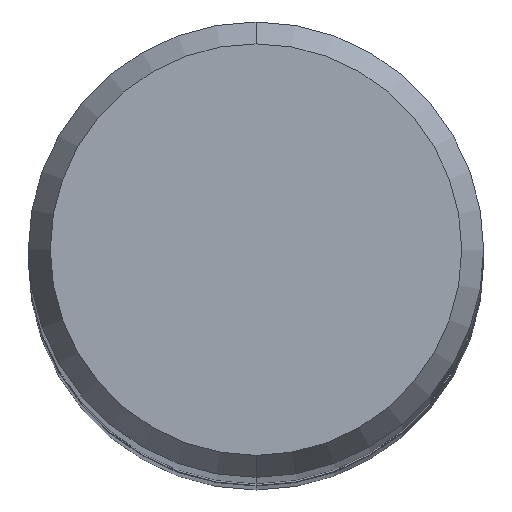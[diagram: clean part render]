
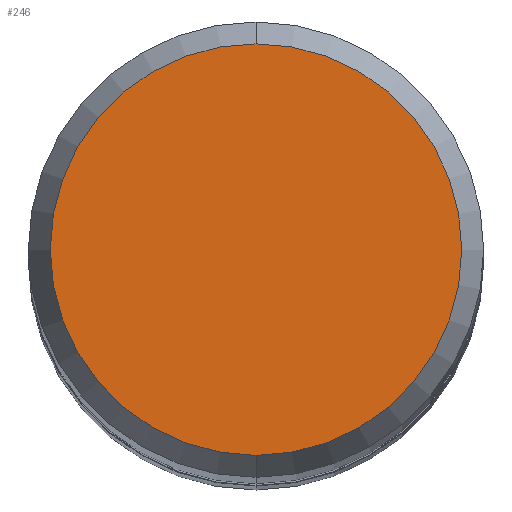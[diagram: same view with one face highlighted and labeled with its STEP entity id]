
A CAD part, top view. The second image highlights one B-rep face of the part: STEP entity #246.
In plain terms, the highlighted planar face has unit normal (0, 0, 1).
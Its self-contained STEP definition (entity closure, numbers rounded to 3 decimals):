
#210=EDGE_CURVE('',#396,#460,#524,.T.);
#246=ADVANCED_FACE('',(#565),#566,.T.);
#396=VERTEX_POINT('',#732);
#414=EDGE_CURVE('',#460,#396,#753,.T.);
#460=VERTEX_POINT('',#805);
#524=CIRCLE('',#930,2.152);
#565=FACE_OUTER_BOUND('',#987,.T.);
#566=PLANE('',#988);
#732=CARTESIAN_POINT('',(0.,-2.152,0.));
#753=CIRCLE('',#1320,2.152);
#805=CARTESIAN_POINT('',(0.0,2.152,0.));
#930=AXIS2_PLACEMENT_3D('',#1490,#1491,#1492);
#987=EDGE_LOOP('',(#1551,#1552));
#988=AXIS2_PLACEMENT_3D('',#1553,#1554,#1555);
#1320=AXIS2_PLACEMENT_3D('',#1750,#1751,#1752);
#1490=CARTESIAN_POINT('',(0.0,0.0,0.));
#1491=DIRECTION('',(0.0,0.0,-1.0));
#1492=DIRECTION('',(0.0,1.0,0.0));
#1551=ORIENTED_EDGE('',*,*,#414,.F.);
#1552=ORIENTED_EDGE('',*,*,#210,.F.);
#1553=CARTESIAN_POINT('',(0.0,1.076,0.));
#1554=DIRECTION('',(-0.0,0.0,1.0));
#1555=DIRECTION('',(0.0,-1.0,0.0));
#1750=CARTESIAN_POINT('',(0.0,0.0,0.));
#1751=DIRECTION('',(0.0,0.0,-1.0));
#1752=DIRECTION('',(0.0,1.0,0.0));
